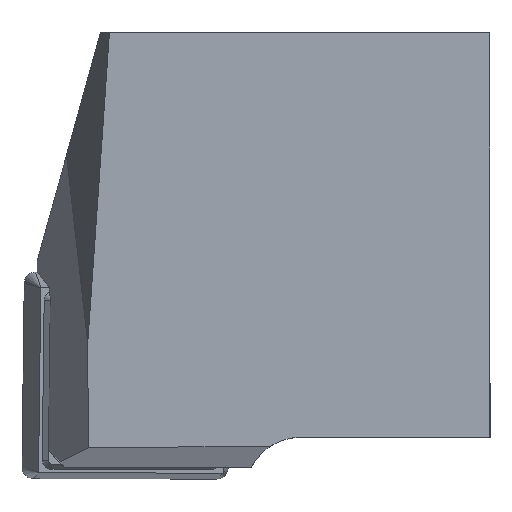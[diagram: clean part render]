
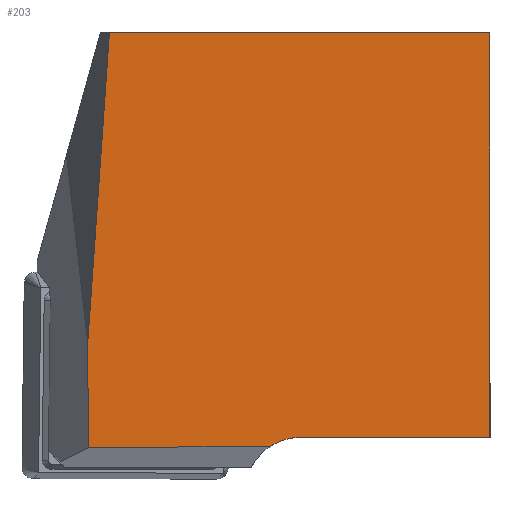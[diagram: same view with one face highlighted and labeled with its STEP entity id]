
A CAD part, front view. The second image highlights one B-rep face of the part: STEP entity #203.
In plain terms, the highlighted planar face has unit normal (0, -1, 0).
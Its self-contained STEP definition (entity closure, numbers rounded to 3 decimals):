
#162=CIRCLE('',#1187,5.);
#203=ADVANCED_FACE('',(#302),#263,.F.);
#263=PLANE('',#1189);
#302=FACE_OUTER_BOUND('',#342,.T.);
#342=EDGE_LOOP('',(#461,#462,#463,#464,#465,#466,#467));
#461=ORIENTED_EDGE('',*,*,#818,.F.);
#462=ORIENTED_EDGE('',*,*,#819,.F.);
#463=ORIENTED_EDGE('',*,*,#802,.F.);
#464=ORIENTED_EDGE('',*,*,#815,.F.);
#465=ORIENTED_EDGE('',*,*,#817,.F.);
#466=ORIENTED_EDGE('',*,*,#820,.F.);
#467=ORIENTED_EDGE('',*,*,#821,.F.);
#704=VERTEX_POINT('',#1632);
#705=VERTEX_POINT('',#1634);
#713=VERTEX_POINT('',#1657);
#714=VERTEX_POINT('',#1661);
#715=VERTEX_POINT('',#1665);
#716=VERTEX_POINT('',#1666);
#717=VERTEX_POINT('',#1669);
#802=EDGE_CURVE('',#704,#705,#936,.T.);
#815=EDGE_CURVE('',#713,#704,#948,.T.);
#817=EDGE_CURVE('',#714,#713,#162,.T.);
#818=EDGE_CURVE('',#715,#716,#950,.T.);
#819=EDGE_CURVE('',#705,#715,#951,.T.);
#820=EDGE_CURVE('',#717,#714,#952,.T.);
#821=EDGE_CURVE('',#716,#717,#953,.T.);
#936=LINE('',#1633,#1034);
#948=LINE('',#1658,#1046);
#950=LINE('',#1664,#1048);
#951=LINE('',#1667,#1049);
#952=LINE('',#1668,#1050);
#953=LINE('',#1670,#1051);
#1034=VECTOR('',#1309,1.);
#1046=VECTOR('',#1329,1.);
#1048=VECTOR('',#1337,1.);
#1049=VECTOR('',#1338,1.);
#1050=VECTOR('',#1339,1.);
#1051=VECTOR('',#1340,1.);
#1187=AXIS2_PLACEMENT_3D('',#1662,#1333,#1334);
#1189=AXIS2_PLACEMENT_3D('',#1671,#1341,#1342);
#1309=DIRECTION('',(-0.006,0.,1.));
#1329=DIRECTION('',(-1.,0.,-0.008));
#1333=DIRECTION('',(0.,-1.,0.));
#1334=DIRECTION('',(1.,0.,0.));
#1337=DIRECTION('',(1.,0.,0.));
#1338=DIRECTION('',(0.07,0.,0.998));
#1339=DIRECTION('',(-1.,0.,0.));
#1340=DIRECTION('',(0.,0.,-1.));
#1341=DIRECTION('',(0.,1.,0.));
#1342=DIRECTION('',(1.,0.,0.));
#1632=CARTESIAN_POINT('',(-36.044,0.,-37.233));
#1633=CARTESIAN_POINT('',(-35.898,0.,-60.155));
#1634=CARTESIAN_POINT('',(-36.103,0.,-27.896));
#1657=CARTESIAN_POINT('',(-19.713,0.,-37.1));
#1658=CARTESIAN_POINT('',(-11.625,0.,-37.034));
#1661=CARTESIAN_POINT('',(-17.,0.,-36.3));
#1662=CARTESIAN_POINT('',(-17.,0.,-41.3));
#1664=CARTESIAN_POINT('',(-11.439,0.,0.));
#1665=CARTESIAN_POINT('',(-34.152,0.,0.));
#1666=CARTESIAN_POINT('',(0.,0.,0.));
#1667=CARTESIAN_POINT('',(-38.217,0.,-58.127));
#1668=CARTESIAN_POINT('',(-11.439,0.,-36.3));
#1669=CARTESIAN_POINT('',(0.,0.,-36.3));
#1670=CARTESIAN_POINT('',(0.,0.,-60.));
#1671=CARTESIAN_POINT('',(-11.439,0.,-60.));
